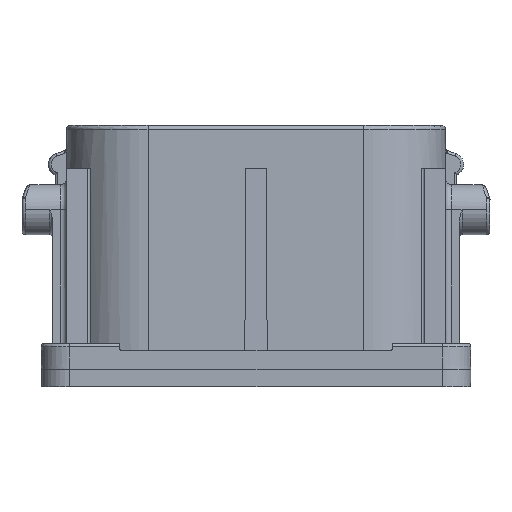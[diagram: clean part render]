
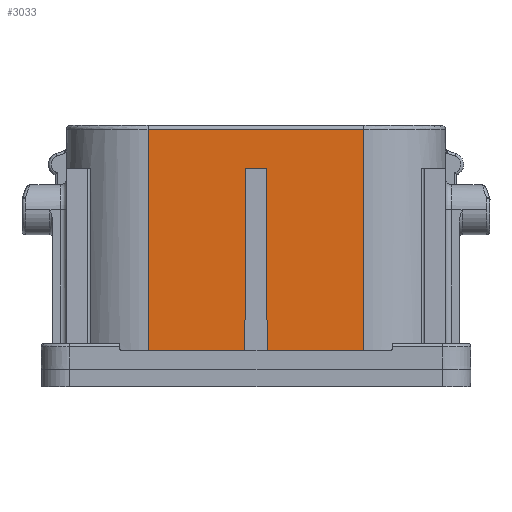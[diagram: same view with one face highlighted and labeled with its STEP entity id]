
A CAD part, front view. The second image highlights one B-rep face of the part: STEP entity #3033.
In plain terms, the highlighted planar face has unit normal (0, -1, 0).
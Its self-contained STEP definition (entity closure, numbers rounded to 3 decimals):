
#1521=PLANE('',#55789);
#3033=ADVANCED_FACE('',(#7315),#1521,.F.);
#7315=FACE_OUTER_BOUND('',#10528,.T.);
#10528=EDGE_LOOP('',(#19216,#19217,#19218,#19219,#19220,#19221,#19222,#19223));
#13908=B_SPLINE_CURVE_WITH_KNOTS('',3,(#73572,#73573,#73574,#73575),
 .UNSPECIFIED.,.F.,.F.,(4,4),(0.,1.),.UNSPECIFIED.);
#19216=ORIENTED_EDGE('',*,*,#41031,.T.);
#19217=ORIENTED_EDGE('',*,*,#41032,.T.);
#19218=ORIENTED_EDGE('',*,*,#41033,.T.);
#19219=ORIENTED_EDGE('',*,*,#40892,.T.);
#19220=ORIENTED_EDGE('',*,*,#41034,.T.);
#19221=ORIENTED_EDGE('',*,*,#41035,.F.);
#19222=ORIENTED_EDGE('',*,*,#41036,.T.);
#19223=ORIENTED_EDGE('',*,*,#41037,.T.);
#35478=VERTEX_POINT('',#71912);
#35479=VERTEX_POINT('',#71914);
#35557=VERTEX_POINT('',#73567);
#35558=VERTEX_POINT('',#73568);
#35559=VERTEX_POINT('',#73570);
#35560=VERTEX_POINT('',#73576);
#35561=VERTEX_POINT('',#73578);
#35562=VERTEX_POINT('',#73580);
#40892=EDGE_CURVE('',#35479,#35478,#49079,.T.);
#41031=EDGE_CURVE('',#35557,#35558,#49142,.T.);
#41032=EDGE_CURVE('',#35558,#35559,#49143,.T.);
#41033=EDGE_CURVE('',#35559,#35479,#49144,.T.);
#41034=EDGE_CURVE('',#35478,#35560,#13908,.T.);
#41035=EDGE_CURVE('',#35561,#35560,#49145,.T.);
#41036=EDGE_CURVE('',#35561,#35562,#49146,.T.);
#41037=EDGE_CURVE('',#35562,#35557,#49147,.T.);
#49079=LINE('',#71913,#52541);
#49142=LINE('',#73566,#52604);
#49143=LINE('',#73569,#52605);
#49144=LINE('',#73571,#52606);
#49145=LINE('',#73577,#52607);
#49146=LINE('',#73579,#52608);
#49147=LINE('',#73581,#52609);
#52541=VECTOR('',#58942,1.);
#52604=VECTOR('',#59125,1.);
#52605=VECTOR('',#59126,1.);
#52606=VECTOR('',#59127,1.);
#52607=VECTOR('',#59128,1.);
#52608=VECTOR('',#59129,1.);
#52609=VECTOR('',#59130,1.);
#55789=AXIS2_PLACEMENT_3D('',#73582,#59131,#59132);
#58942=DIRECTION('',(0.,0.,1.));
#59125=DIRECTION('',(1.,0.,0.));
#59126=DIRECTION('',(0.003,0.,-1.));
#59127=DIRECTION('',(1.,0.,0.));
#59128=DIRECTION('',(0.,0.,1.));
#59129=DIRECTION('',(1.,0.,0.));
#59130=DIRECTION('',(0.003,0.,1.));
#59131=DIRECTION('',(0.,1.,0.));
#59132=DIRECTION('',(1.,0.,0.));
#71912=CARTESIAN_POINT('',(176.835,70.68,35.41));
#71913=CARTESIAN_POINT('',(176.835,70.68,19.96));
#71914=CARTESIAN_POINT('',(176.835,70.68,19.96));
#73566=CARTESIAN_POINT('',(168.561,70.68,32.71));
#73567=CARTESIAN_POINT('',(168.561,70.68,32.71));
#73568=CARTESIAN_POINT('',(170.03,70.68,32.71));
#73569=CARTESIAN_POINT('',(170.03,70.68,32.71));
#73570=CARTESIAN_POINT('',(170.07,70.68,19.96));
#73571=CARTESIAN_POINT('',(170.07,70.68,19.96));
#73572=CARTESIAN_POINT('',(176.835,70.68,35.41));
#73573=CARTESIAN_POINT('',(171.808,70.68,35.41));
#73574=CARTESIAN_POINT('',(166.782,70.68,35.41));
#73575=CARTESIAN_POINT('',(161.755,70.68,35.41));
#73576=CARTESIAN_POINT('',(161.755,70.68,35.41));
#73577=CARTESIAN_POINT('',(161.755,70.68,19.96));
#73578=CARTESIAN_POINT('',(161.755,70.68,19.96));
#73579=CARTESIAN_POINT('',(161.755,70.68,19.96));
#73580=CARTESIAN_POINT('',(168.52,70.68,19.96));
#73581=CARTESIAN_POINT('',(168.52,70.68,19.96));
#73582=CARTESIAN_POINT('',(161.378,70.68,35.796));
